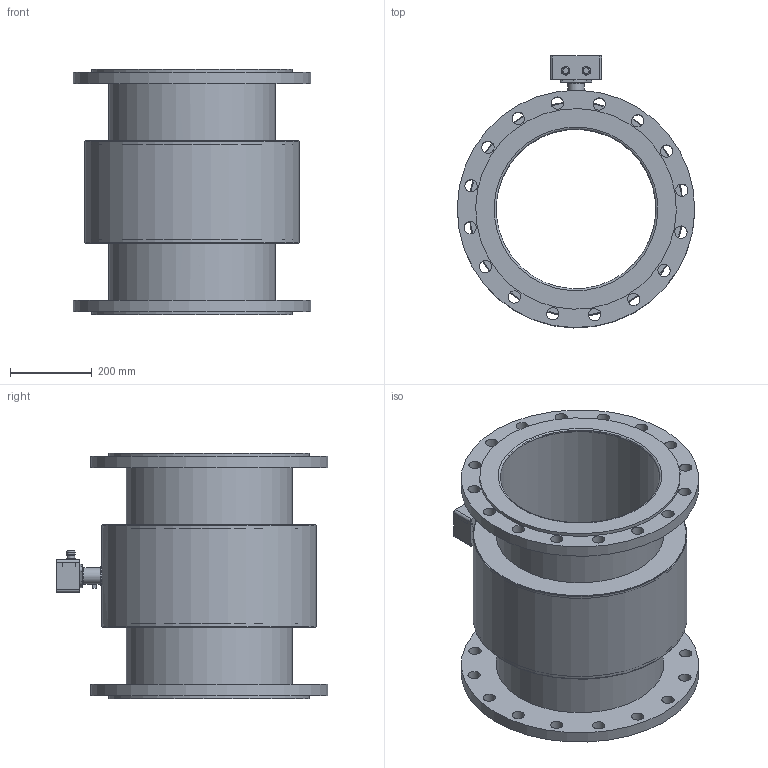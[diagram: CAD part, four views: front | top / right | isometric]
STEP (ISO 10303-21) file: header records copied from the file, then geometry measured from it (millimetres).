
FILE_DESCRIPTION(/* description */ (''),/* implementation_level */ '2;1');
FILE_NAME(/* name */ 'magflux A DN400 getrennt.stp',/* time_stamp */ '2021-11-30T11:19:39+01:00',/* author */ ('g.duesseldorf'),/* organization */ (''),/* preprocessor_version */ 'ST-DEVELOPER v18.1',/* originating_system */ 'Autodesk Inventor 2022',/* authorisation */ '');
FILE_SCHEMA (('CONFIG_CONTROL_DESIGN'));
Length unit declared in the file: millimetre
Products named in the file (1): magflux A DN400 getrennt_Ersatzobjekt_1
Bounding box: 579.87 x 663.94 x 600 mm (x, y, z)
Volume: 15961566.2 mm3; surface area: 3556150.3 mm2
Topology: 3 solids, 6 shells, 293 faces, 686 edges, 439 vertices
Faces by surface type: cylinder 134, plane 93, cone 59, torus 7
Full cylindrical faces by diameter (mm): 3.242 x10, 4.8 x2, 4.917 x2, 5 x2, 8.5 x4, 9 x2, 18.6 x4, 19.8 x4, 30 x32, 35 x1, 39.7 x1, 40 x1, 41 x1, 45 x1, 55 x1, 390 x1, 396 x2, 406 x1, 410 x2, 411 x2, 490 x2, 520 x3, 524 x1, 580 x2
Entity records: 9110 total; most frequent: CARTESIAN_POINT 1908, DIRECTION 1482, ORIENTED_EDGE 1356, EDGE_CURVE 678, AXIS2_PLACEMENT_3D 623, VERTEX_POINT 439, EDGE_LOOP 417, CIRCLE 321
